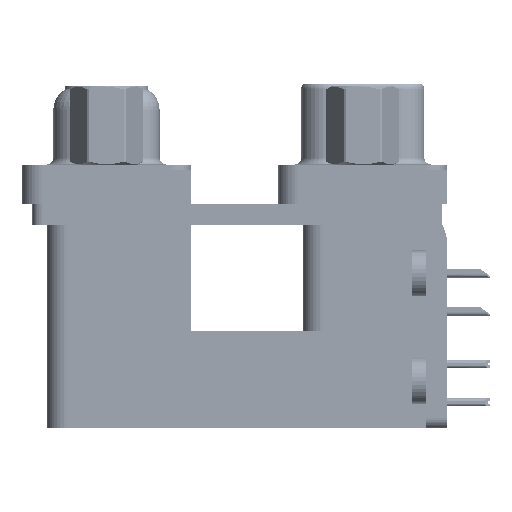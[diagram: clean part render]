
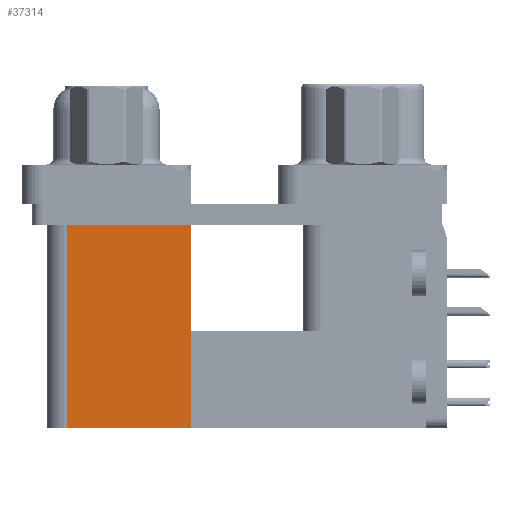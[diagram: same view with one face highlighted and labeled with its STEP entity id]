
A CAD part, left-side view. The second image highlights one B-rep face of the part: STEP entity #37314.
In plain terms, the highlighted planar face has unit normal (-1, 0, 0).
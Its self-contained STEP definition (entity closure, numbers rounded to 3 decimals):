
#3336 = FACE_OUTER_BOUND ( 'NONE', #48439, .T. ) ;
#3712 = LINE ( 'NONE', #27597, #25634 ) ;
#4328 = EDGE_CURVE ( 'NONE', #35077, #74735, #60635, .T. ) ;
#4419 = CARTESIAN_POINT ( 'NONE',  ( 3.79, 12.775, -2.5 ) ) ;
#7200 = EDGE_CURVE ( 'NONE', #74735, #24129, #51750, .T. ) ;
#8668 = DIRECTION ( 'NONE',  ( 1., 0., 0. ) ) ;
#9277 = LINE ( 'NONE', #55544, #65759 ) ;
#10669 = VECTOR ( 'NONE', #30661, 1000. ) ;
#24129 = VERTEX_POINT ( 'NONE', #47722 ) ;
#25077 = ORIENTED_EDGE ( 'NONE', *, *, #4328, .F. ) ;
#25634 = VECTOR ( 'NONE', #32903, 1000. ) ;
#26117 = CARTESIAN_POINT ( 'NONE',  ( 3.79, 12.775, -19.2 ) ) ;
#27597 = CARTESIAN_POINT ( 'NONE',  ( 3.79, 12.775, -19.2 ) ) ;
#28977 = DIRECTION ( 'NONE',  ( 0., 0., 1. ) ) ;
#30661 = DIRECTION ( 'NONE',  ( 0., 1., 0. ) ) ;
#31796 = DIRECTION ( 'NONE',  ( 0., 1., 0. ) ) ;
#32903 = DIRECTION ( 'NONE',  ( 0., 0., 1. ) ) ;
#33939 = VERTEX_POINT ( 'NONE', #4419 ) ;
#35077 = VERTEX_POINT ( 'NONE', #74961 ) ;
#35927 = CARTESIAN_POINT ( 'NONE',  ( 3.79, 21.975, -19.2 ) ) ;
#37312 = EDGE_CURVE ( 'NONE', #35077, #33939, #3712, .T. ) ;
#37314 = ADVANCED_FACE ( 'NONE', ( #3336 ), #50370, .F. ) ;
#40725 = CARTESIAN_POINT ( 'NONE',  ( 3.79, 21.975, -19.2 ) ) ;
#44146 = DIRECTION ( 'NONE',  ( 0., 1., 0. ) ) ;
#47722 = CARTESIAN_POINT ( 'NONE',  ( 3.79, 21.975, -2.5 ) ) ;
#48439 = EDGE_LOOP ( 'NONE', ( #70040, #70238, #25077, #61116 ) ) ;
#50370 = PLANE ( 'NONE',  #69201 ) ;
#51750 = LINE ( 'NONE', #40725, #57739 ) ;
#55544 = CARTESIAN_POINT ( 'NONE',  ( 3.79, 12.775, -2.5 ) ) ;
#57739 = VECTOR ( 'NONE', #28977, 1000. ) ;
#60635 = LINE ( 'NONE', #71611, #10669 ) ;
#61116 = ORIENTED_EDGE ( 'NONE', *, *, #37312, .T. ) ;
#65328 = EDGE_CURVE ( 'NONE', #33939, #24129, #9277, .T. ) ;
#65759 = VECTOR ( 'NONE', #44146, 1000. ) ;
#69201 = AXIS2_PLACEMENT_3D ( 'NONE', #26117, #8668, #31796 ) ;
#70040 = ORIENTED_EDGE ( 'NONE', *, *, #65328, .T. ) ;
#70238 = ORIENTED_EDGE ( 'NONE', *, *, #7200, .F. ) ;
#71611 = CARTESIAN_POINT ( 'NONE',  ( 3.79, 12.775, -19.2 ) ) ;
#74735 = VERTEX_POINT ( 'NONE', #35927 ) ;
#74961 = CARTESIAN_POINT ( 'NONE',  ( 3.79, 12.775, -19.2 ) ) ;
